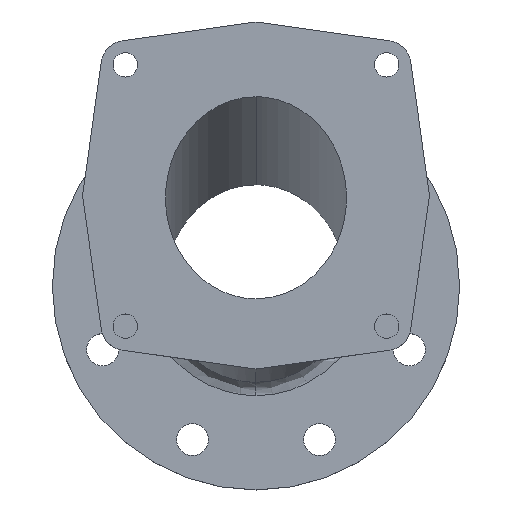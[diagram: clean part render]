
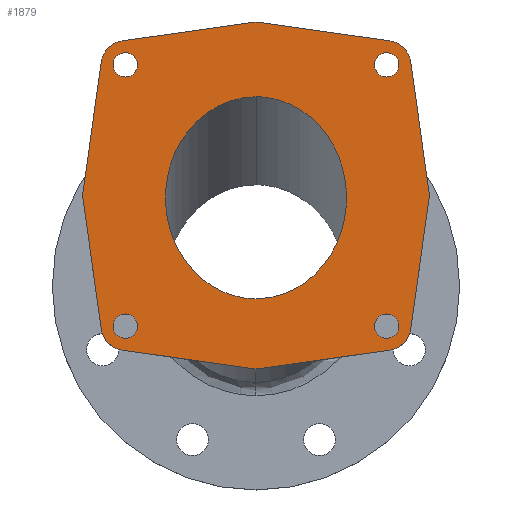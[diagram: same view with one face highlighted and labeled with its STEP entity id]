
A CAD part, top view. The second image highlights one B-rep face of the part: STEP entity #1879.
In plain terms, the highlighted planar face has unit normal (0, 0, 1).
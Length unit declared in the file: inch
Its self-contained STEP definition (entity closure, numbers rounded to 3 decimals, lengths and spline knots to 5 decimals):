
#516=DIRECTION('',(-0.99,-0.139,0.));
#517=VECTOR('',#516,2.23956);
#518=CARTESIAN_POINT('',(2.21777,-2.56331,0.704));
#519=LINE('',#518,#517);
#520=DIRECTION('',(-0.99,0.139,0.));
#521=VECTOR('',#520,2.23956);
#522=CARTESIAN_POINT('',(0.,-2.875,0.704));
#523=LINE('',#522,#521);
#524=CARTESIAN_POINT('',(0.,1.63553,0.704));
#525=CARTESIAN_POINT('',(-0.17678,1.63553,0.704));
#526=CARTESIAN_POINT('',(-0.55884,1.56407,0.704));
#527=CARTESIAN_POINT('',(-1.00292,1.24449,0.704));
#528=CARTESIAN_POINT('',(-1.26495,0.88309,0.704));
#529=CARTESIAN_POINT('',(-1.40471,0.57982,0.704));
#530=CARTESIAN_POINT('',(-1.47102,0.31774,0.704));
#531=CARTESIAN_POINT('',(-1.49609,0.1114,0.704));
#532=CARTESIAN_POINT('',(-1.50196,-0.03811,0.704));
#533=CARTESIAN_POINT('',(-1.49609,-0.18762,0.704));
#534=CARTESIAN_POINT('',(-1.47102,-0.39395,0.704));
#535=CARTESIAN_POINT('',(-1.40471,-0.65603,0.704));
#536=CARTESIAN_POINT('',(-1.26495,-0.95931,0.704));
#537=CARTESIAN_POINT('',(-1.00292,-1.32071,0.704));
#538=CARTESIAN_POINT('',(-0.55884,-1.64028,0.704));
#539=CARTESIAN_POINT('',(-0.17678,-1.71174,0.704));
#540=CARTESIAN_POINT('',(0.,-1.71174,0.704));
#542=CARTESIAN_POINT('',(0.,-1.71174,0.704));
#543=CARTESIAN_POINT('',(0.17678,-1.71174,0.704));
#544=CARTESIAN_POINT('',(0.55884,-1.64028,0.704));
#545=CARTESIAN_POINT('',(1.00292,-1.32071,0.704));
#546=CARTESIAN_POINT('',(1.26495,-0.95931,0.704));
#547=CARTESIAN_POINT('',(1.40471,-0.65603,0.704));
#548=CARTESIAN_POINT('',(1.47102,-0.39395,0.704));
#549=CARTESIAN_POINT('',(1.49609,-0.18762,0.704));
#550=CARTESIAN_POINT('',(1.50196,-0.03811,0.704));
#551=CARTESIAN_POINT('',(1.49609,0.1114,0.704));
#552=CARTESIAN_POINT('',(1.47102,0.31774,0.704));
#553=CARTESIAN_POINT('',(1.40471,0.57982,0.704));
#554=CARTESIAN_POINT('',(1.26495,0.88309,0.704));
#555=CARTESIAN_POINT('',(1.00292,1.24449,0.704));
#556=CARTESIAN_POINT('',(0.55884,1.56407,0.704));
#557=CARTESIAN_POINT('',(0.17678,1.63553,0.704));
#558=CARTESIAN_POINT('',(0.,1.63553,0.704));
#560=CARTESIAN_POINT('',(2.16551,2.16551,0.704));
#561=DIRECTION('',(0.,0.,1.));
#562=DIRECTION('',(1.,0.,0.));
#563=AXIS2_PLACEMENT_3D('',#560,#561,#562);
#565=CARTESIAN_POINT('',(2.16551,2.16551,0.704));
#566=DIRECTION('',(0.,0.,1.));
#567=DIRECTION('',(-1.,0.,0.));
#568=AXIS2_PLACEMENT_3D('',#565,#566,#567);
#570=CARTESIAN_POINT('',(2.16551,-2.16551,0.704));
#571=DIRECTION('',(0.,0.,1.));
#572=DIRECTION('',(1.,0.,0.));
#573=AXIS2_PLACEMENT_3D('',#570,#571,#572);
#575=CARTESIAN_POINT('',(2.16551,-2.16551,0.704));
#576=DIRECTION('',(0.,0.,1.));
#577=DIRECTION('',(-1.,0.,0.));
#578=AXIS2_PLACEMENT_3D('',#575,#576,#577);
#580=CARTESIAN_POINT('',(-2.16551,-2.16551,0.704));
#581=DIRECTION('',(0.,0.,1.));
#582=DIRECTION('',(1.,0.,0.));
#583=AXIS2_PLACEMENT_3D('',#580,#581,#582);
#585=CARTESIAN_POINT('',(-2.16551,-2.16551,0.704));
#586=DIRECTION('',(0.,0.,1.));
#587=DIRECTION('',(-1.,0.,0.));
#588=AXIS2_PLACEMENT_3D('',#585,#586,#587);
#590=CARTESIAN_POINT('',(-2.16551,2.16551,0.704));
#591=DIRECTION('',(0.,0.,1.));
#592=DIRECTION('',(1.,0.,0.));
#593=AXIS2_PLACEMENT_3D('',#590,#591,#592);
#595=CARTESIAN_POINT('',(-2.16551,2.16551,0.704));
#596=DIRECTION('',(0.,0.,1.));
#597=DIRECTION('',(-1.,0.,0.));
#598=AXIS2_PLACEMENT_3D('',#595,#596,#597);
#612=CARTESIAN_POINT('',(2.16126,-2.16126,0.704));
#613=DIRECTION('',(0.,0.,-1.));
#614=DIRECTION('',(0.99,-0.139,0.));
#615=AXIS2_PLACEMENT_3D('',#612,#613,#614);
#622=DIRECTION('',(0.139,0.99,0.));
#623=VECTOR('',#622,2.23956);
#624=CARTESIAN_POINT('',(2.56331,-2.21777,0.704));
#625=LINE('',#624,#623);
#634=DIRECTION('',(-0.139,0.99,0.));
#635=VECTOR('',#634,2.23956);
#636=CARTESIAN_POINT('',(2.875,0.,0.704));
#637=LINE('',#636,#635);
#650=CARTESIAN_POINT('',(2.16126,2.16126,0.704));
#651=DIRECTION('',(0.,0.,-1.));
#652=DIRECTION('',(0.139,0.99,0.));
#653=AXIS2_PLACEMENT_3D('',#650,#651,#652);
#660=DIRECTION('',(-0.99,0.139,0.));
#661=VECTOR('',#660,2.23956);
#662=CARTESIAN_POINT('',(2.21777,2.56331,0.704));
#663=LINE('',#662,#661);
#672=DIRECTION('',(-0.99,-0.139,0.));
#673=VECTOR('',#672,2.23956);
#674=CARTESIAN_POINT('',(0.,2.875,0.704));
#675=LINE('',#674,#673);
#688=CARTESIAN_POINT('',(-2.16126,2.16126,0.704));
#689=DIRECTION('',(0.,0.,-1.));
#690=DIRECTION('',(-0.99,0.139,0.));
#691=AXIS2_PLACEMENT_3D('',#688,#689,#690);
#698=DIRECTION('',(-0.139,-0.99,0.));
#699=VECTOR('',#698,2.23956);
#700=CARTESIAN_POINT('',(-2.56331,2.21777,0.704));
#701=LINE('',#700,#699);
#710=DIRECTION('',(0.139,-0.99,0.));
#711=VECTOR('',#710,2.23956);
#712=CARTESIAN_POINT('',(-2.875,0.,0.704));
#713=LINE('',#712,#711);
#726=CARTESIAN_POINT('',(-2.16126,-2.16126,0.704));
#727=DIRECTION('',(0.,0.,-1.));
#728=DIRECTION('',(-0.139,-0.99,0.));
#729=AXIS2_PLACEMENT_3D('',#726,#727,#728);
#1051=CARTESIAN_POINT('',(0.,2.875,0.704));
#1052=CARTESIAN_POINT('',(-2.21777,2.56331,0.704));
#1053=VERTEX_POINT('',#1051);
#1054=VERTEX_POINT('',#1052);
#1055=CARTESIAN_POINT('',(-2.56331,2.21777,0.704));
#1056=CARTESIAN_POINT('',(-2.875,0.,0.704));
#1057=VERTEX_POINT('',#1055);
#1058=VERTEX_POINT('',#1056);
#1059=CARTESIAN_POINT('',(-2.56331,-2.21777,0.704));
#1060=VERTEX_POINT('',#1059);
#1061=CARTESIAN_POINT('',(2.56331,-2.21777,0.704));
#1062=CARTESIAN_POINT('',(2.875,0.,0.704));
#1063=VERTEX_POINT('',#1061);
#1064=VERTEX_POINT('',#1062);
#1065=CARTESIAN_POINT('',(2.56331,2.21777,0.704));
#1066=VERTEX_POINT('',#1065);
#1067=CARTESIAN_POINT('',(2.21777,2.56331,0.704));
#1068=VERTEX_POINT('',#1067);
#1069=CARTESIAN_POINT('',(2.21777,-2.56331,0.704));
#1070=VERTEX_POINT('',#1069);
#1071=CARTESIAN_POINT('',(-2.21777,-2.56331,0.704));
#1072=VERTEX_POINT('',#1071);
#1075=CARTESIAN_POINT('',(0.,1.63553,0.704));
#1076=VERTEX_POINT('',#1075);
#1077=CARTESIAN_POINT('',(0.,-2.875,0.704));
#1078=VERTEX_POINT('',#1077);
#1079=CARTESIAN_POINT('',(0.,-1.71174,0.704));
#1080=VERTEX_POINT('',#1079);
#1097=CARTESIAN_POINT('',(2.36851,2.16551,0.704));
#1098=CARTESIAN_POINT('',(1.96251,2.16551,0.704));
#1099=VERTEX_POINT('',#1097);
#1100=VERTEX_POINT('',#1098);
#1101=CARTESIAN_POINT('',(2.36851,-2.16551,0.704));
#1102=CARTESIAN_POINT('',(1.96251,-2.16551,0.704));
#1103=VERTEX_POINT('',#1101);
#1104=VERTEX_POINT('',#1102);
#1105=CARTESIAN_POINT('',(-1.96251,-2.16551,0.704));
#1106=CARTESIAN_POINT('',(-2.36851,-2.16551,0.704));
#1107=VERTEX_POINT('',#1105);
#1108=VERTEX_POINT('',#1106);
#1109=CARTESIAN_POINT('',(-1.96251,2.16551,0.704));
#1110=CARTESIAN_POINT('',(-2.36851,2.16551,0.704));
#1111=VERTEX_POINT('',#1109);
#1112=VERTEX_POINT('',#1110);
#1819=CARTESIAN_POINT('',(0.,-1.5,0.704));
#1820=DIRECTION('',(0.,0.,1.));
#1821=DIRECTION('',(0.,1.,0.));
#1822=AXIS2_PLACEMENT_3D('',#1819,#1820,#1821);
#1823=PLANE('',#1822);
#1825=ORIENTED_EDGE('',*,*,#1824,.T.);
#1827=ORIENTED_EDGE('',*,*,#1826,.T.);
#1829=ORIENTED_EDGE('',*,*,#1828,.T.);
#1831=ORIENTED_EDGE('',*,*,#1830,.F.);
#1833=ORIENTED_EDGE('',*,*,#1832,.F.);
#1835=ORIENTED_EDGE('',*,*,#1834,.T.);
#1837=ORIENTED_EDGE('',*,*,#1836,.F.);
#1839=ORIENTED_EDGE('',*,*,#1838,.F.);
#1841=ORIENTED_EDGE('',*,*,#1840,.T.);
#1843=ORIENTED_EDGE('',*,*,#1842,.F.);
#1845=ORIENTED_EDGE('',*,*,#1844,.F.);
#1847=ORIENTED_EDGE('',*,*,#1846,.T.);
#1848=EDGE_LOOP('',(#1825,#1827,#1829,#1831,#1833,#1835,#1837,#1839,#1841,#1843,
#1845,#1847));
#1849=FACE_OUTER_BOUND('',#1848,.F.);
#1851=ORIENTED_EDGE('',*,*,#1850,.T.);
#1852=ORIENTED_EDGE('',*,*,#1809,.T.);
#1853=EDGE_LOOP('',(#1851,#1852));
#1854=FACE_BOUND('',#1853,.F.);
#1856=ORIENTED_EDGE('',*,*,#1855,.T.);
#1858=ORIENTED_EDGE('',*,*,#1857,.T.);
#1859=EDGE_LOOP('',(#1856,#1858));
#1860=FACE_BOUND('',#1859,.F.);
#1862=ORIENTED_EDGE('',*,*,#1861,.T.);
#1864=ORIENTED_EDGE('',*,*,#1863,.T.);
#1865=EDGE_LOOP('',(#1862,#1864));
#1866=FACE_BOUND('',#1865,.F.);
#1868=ORIENTED_EDGE('',*,*,#1867,.T.);
#1870=ORIENTED_EDGE('',*,*,#1869,.T.);
#1871=EDGE_LOOP('',(#1868,#1870));
#1872=FACE_BOUND('',#1871,.F.);
#1874=ORIENTED_EDGE('',*,*,#1873,.T.);
#1876=ORIENTED_EDGE('',*,*,#1875,.T.);
#1877=EDGE_LOOP('',(#1874,#1876));
#1878=FACE_BOUND('',#1877,.F.);
#1879=ADVANCED_FACE('',(#1849,#1854,#1860,#1866,#1872,#1878),#1823,.T.);
#541=B_SPLINE_CURVE_WITH_KNOTS('',3,(#524,#525,#526,#527,#528,#529,#530,#531,
#532,#533,#534,#535,#536,#537,#538,#539,#540),.UNSPECIFIED.,.F.,.F.,(4,1,1,1,1,
1,1,1,1,1,1,1,1,1,4),(0.,0.125,0.25,0.3125,0.375,0.4375,0.46875,
0.5,0.53125,0.5625,0.625,0.6875,0.75,0.875,1.),.UNSPECIFIED.);
#559=B_SPLINE_CURVE_WITH_KNOTS('',3,(#542,#543,#544,#545,#546,#547,#548,#549,
#550,#551,#552,#553,#554,#555,#556,#557,#558),.UNSPECIFIED.,.F.,.F.,(4,1,1,1,1,
1,1,1,1,1,1,1,1,1,4),(0.,0.125,0.25,0.3125,0.375,0.4375,0.46875,
0.5,0.53125,0.5625,0.625,0.6875,0.75,0.875,1.),.UNSPECIFIED.);
#564=CIRCLE('',#563,0.203);
#569=CIRCLE('',#568,0.203);
#574=CIRCLE('',#573,0.203);
#579=CIRCLE('',#578,0.203);
#584=CIRCLE('',#583,0.203);
#589=CIRCLE('',#588,0.203);
#594=CIRCLE('',#593,0.203);
#599=CIRCLE('',#598,0.203);
#616=CIRCLE('',#615,0.406);
#654=CIRCLE('',#653,0.406);
#692=CIRCLE('',#691,0.406);
#730=CIRCLE('',#729,0.406);
#1809=EDGE_CURVE('',#1080,#1076,#559,.T.);
#1824=EDGE_CURVE('',#1070,#1078,#519,.T.);
#1826=EDGE_CURVE('',#1078,#1072,#523,.T.);
#1828=EDGE_CURVE('',#1072,#1060,#730,.T.);
#1830=EDGE_CURVE('',#1058,#1060,#713,.T.);
#1832=EDGE_CURVE('',#1057,#1058,#701,.T.);
#1834=EDGE_CURVE('',#1057,#1054,#692,.T.);
#1836=EDGE_CURVE('',#1053,#1054,#675,.T.);
#1838=EDGE_CURVE('',#1068,#1053,#663,.T.);
#1840=EDGE_CURVE('',#1068,#1066,#654,.T.);
#1842=EDGE_CURVE('',#1064,#1066,#637,.T.);
#1844=EDGE_CURVE('',#1063,#1064,#625,.T.);
#1846=EDGE_CURVE('',#1063,#1070,#616,.T.);
#1850=EDGE_CURVE('',#1076,#1080,#541,.T.);
#1855=EDGE_CURVE('',#1099,#1100,#564,.T.);
#1857=EDGE_CURVE('',#1100,#1099,#569,.T.);
#1861=EDGE_CURVE('',#1103,#1104,#574,.T.);
#1863=EDGE_CURVE('',#1104,#1103,#579,.T.);
#1867=EDGE_CURVE('',#1107,#1108,#584,.T.);
#1869=EDGE_CURVE('',#1108,#1107,#589,.T.);
#1873=EDGE_CURVE('',#1111,#1112,#594,.T.);
#1875=EDGE_CURVE('',#1112,#1111,#599,.T.);
